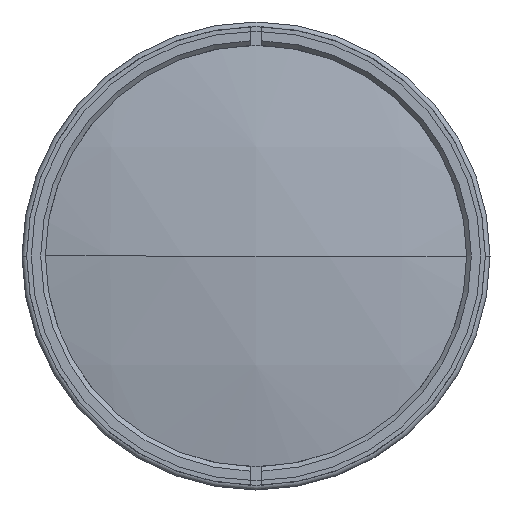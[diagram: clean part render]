
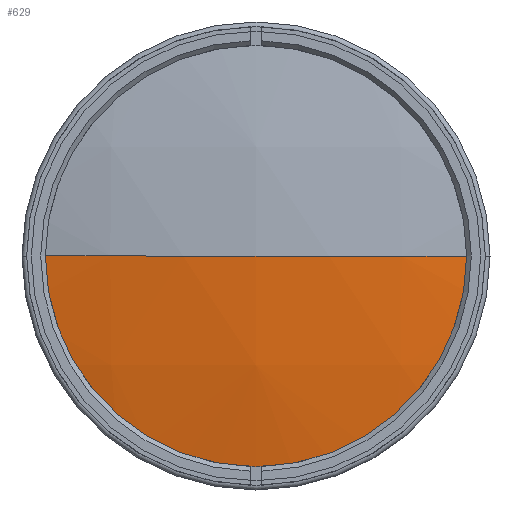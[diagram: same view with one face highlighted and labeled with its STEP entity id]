
A CAD part, left-side view. The second image highlights one B-rep face of the part: STEP entity #629.
In plain terms, the highlighted spherical face has radius 224 mm.
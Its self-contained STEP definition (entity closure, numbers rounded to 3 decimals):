
#105 = DIRECTION ( 'NONE',  ( 0., 0., 1. ) ) ;
#228 = EDGE_CURVE ( 'NONE', #2237, #2528, #1750, .T. ) ;
#495 = EDGE_LOOP ( 'NONE', ( #3854, #957, #1678 ) ) ;
#528 = SPHERICAL_SURFACE ( 'NONE', #3345, 224. ) ;
#575 = CARTESIAN_POINT ( 'NONE',  ( -182.505, 46.5, 0. ) ) ;
#629 = ADVANCED_FACE ( 'NONE', ( #4090 ), #528, .T. ) ;
#726 = EDGE_CURVE ( 'NONE', #2528, #885, #4246, .T. ) ;
#848 = DIRECTION ( 'NONE',  ( -1., 0., 0. ) ) ;
#858 = CARTESIAN_POINT ( 'NONE',  ( 36.615, 0., 0. ) ) ;
#885 = VERTEX_POINT ( 'NONE', #1151 ) ;
#957 = ORIENTED_EDGE ( 'NONE', *, *, #726, .T. ) ;
#1151 = CARTESIAN_POINT ( 'NONE',  ( -187.385, 0., 0. ) ) ;
#1678 = ORIENTED_EDGE ( 'NONE', *, *, #4274, .F. ) ;
#1730 = DIRECTION ( 'NONE',  ( 0., 0., -1. ) ) ;
#1750 = CIRCLE ( 'NONE', #2289, 46.5 ) ;
#1990 = CIRCLE ( 'NONE', #2832, 224. ) ;
#2140 = DIRECTION ( 'NONE',  ( 0., 0., -1. ) ) ;
#2237 = VERTEX_POINT ( 'NONE', #575 ) ;
#2289 = AXIS2_PLACEMENT_3D ( 'NONE', #4217, #848, #3218 ) ;
#2302 = CARTESIAN_POINT ( 'NONE',  ( 36.615, 0., 0. ) ) ;
#2347 = CARTESIAN_POINT ( 'NONE',  ( -182.505, -46.5, 0. ) ) ;
#2362 = AXIS2_PLACEMENT_3D ( 'NONE', #2302, #1730, #3636 ) ;
#2397 = CARTESIAN_POINT ( 'NONE',  ( 36.615, 0., 0. ) ) ;
#2528 = VERTEX_POINT ( 'NONE', #2347 ) ;
#2832 = AXIS2_PLACEMENT_3D ( 'NONE', #2397, #105, #3324 ) ;
#3218 = DIRECTION ( 'NONE',  ( 0., 0., 1. ) ) ;
#3324 = DIRECTION ( 'NONE',  ( 0., -1., 0. ) ) ;
#3345 = AXIS2_PLACEMENT_3D ( 'NONE', #858, #2140, #3399 ) ;
#3399 = DIRECTION ( 'NONE',  ( 0., 1., 0. ) ) ;
#3636 = DIRECTION ( 'NONE',  ( 0., 1., 0. ) ) ;
#3854 = ORIENTED_EDGE ( 'NONE', *, *, #228, .T. ) ;
#4090 = FACE_OUTER_BOUND ( 'NONE', #495, .T. ) ;
#4217 = CARTESIAN_POINT ( 'NONE',  ( -182.505, 0., 0. ) ) ;
#4246 = CIRCLE ( 'NONE', #2362, 224. ) ;
#4274 = EDGE_CURVE ( 'NONE', #2237, #885, #1990, .T. ) ;
